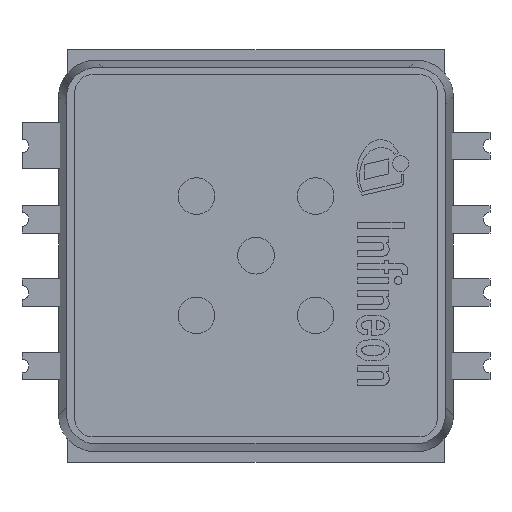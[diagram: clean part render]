
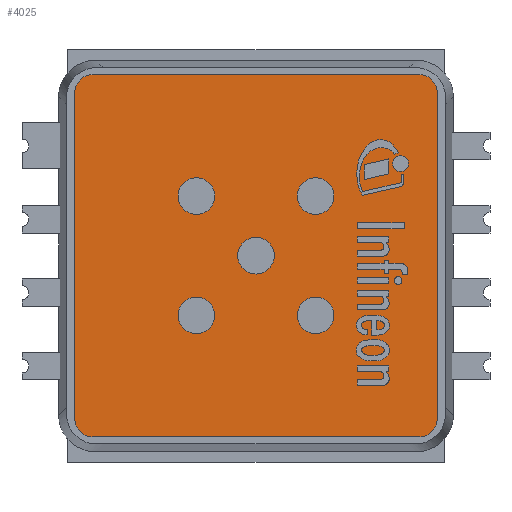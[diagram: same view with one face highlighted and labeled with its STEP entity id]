
A CAD part, top view. The second image highlights one B-rep face of the part: STEP entity #4025.
In plain terms, the highlighted planar face has unit normal (0, 0, 1).
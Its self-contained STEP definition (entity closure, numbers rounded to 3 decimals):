
#153=LINE('',#5785,#580);
#157=LINE('',#5797,#584);
#161=LINE('',#5809,#588);
#165=LINE('',#5821,#592);
#580=VECTOR('',#4679,1.);
#584=VECTOR('',#4691,1.);
#588=VECTOR('',#4703,1.);
#592=VECTOR('',#4715,1.);
#1009=PLANE('',#4334);
#1200=FACE_BOUND('',#1503,.T.);
#1201=FACE_BOUND('',#1504,.T.);
#1202=FACE_BOUND('',#1505,.T.);
#1203=FACE_BOUND('',#1506,.T.);
#1204=FACE_BOUND('',#1507,.T.);
#1239=FACE_OUTER_BOUND('',#1502,.T.);
#1502=EDGE_LOOP('',(#2858,#2859,#2860,#2861,#2862,#2863,#2864,#2865));
#1503=EDGE_LOOP('',(#2866));
#1504=EDGE_LOOP('',(#2867));
#1505=EDGE_LOOP('',(#2868));
#1506=EDGE_LOOP('',(#2869));
#1507=EDGE_LOOP('',(#2870));
#1773=CIRCLE('',#4304,0.2);
#1775=CIRCLE('',#4307,0.2);
#1777=CIRCLE('',#4310,0.2);
#1779=CIRCLE('',#4313,0.2);
#1781=CIRCLE('',#4316,0.2);
#1784=CIRCLE('',#4321,0.2);
#1786=CIRCLE('',#4325,0.2);
#1788=CIRCLE('',#4329,0.2);
#1790=CIRCLE('',#4333,0.2);
#1861=VERTEX_POINT('',#5754);
#1863=VERTEX_POINT('',#5759);
#1865=VERTEX_POINT('',#5764);
#1867=VERTEX_POINT('',#5769);
#1869=VERTEX_POINT('',#5774);
#1873=VERTEX_POINT('',#5782);
#1874=VERTEX_POINT('',#5784);
#1876=VERTEX_POINT('',#5790);
#1878=VERTEX_POINT('',#5796);
#1880=VERTEX_POINT('',#5802);
#1882=VERTEX_POINT('',#5808);
#1884=VERTEX_POINT('',#5814);
#1886=VERTEX_POINT('',#5820);
#2249=EDGE_CURVE('',#1861,#1861,#1773,.T.);
#2251=EDGE_CURVE('',#1863,#1863,#1775,.T.);
#2253=EDGE_CURVE('',#1865,#1865,#1777,.T.);
#2255=EDGE_CURVE('',#1867,#1867,#1779,.T.);
#2257=EDGE_CURVE('',#1869,#1869,#1781,.T.);
#2261=EDGE_CURVE('',#1874,#1873,#153,.T.);
#2264=EDGE_CURVE('',#1876,#1874,#1784,.T.);
#2267=EDGE_CURVE('',#1878,#1876,#157,.T.);
#2270=EDGE_CURVE('',#1880,#1878,#1786,.T.);
#2273=EDGE_CURVE('',#1882,#1880,#161,.T.);
#2276=EDGE_CURVE('',#1884,#1882,#1788,.T.);
#2279=EDGE_CURVE('',#1886,#1884,#165,.T.);
#2282=EDGE_CURVE('',#1873,#1886,#1790,.T.);
#2858=ORIENTED_EDGE('',*,*,#2282,.T.);
#2859=ORIENTED_EDGE('',*,*,#2279,.T.);
#2860=ORIENTED_EDGE('',*,*,#2276,.T.);
#2861=ORIENTED_EDGE('',*,*,#2273,.T.);
#2862=ORIENTED_EDGE('',*,*,#2270,.T.);
#2863=ORIENTED_EDGE('',*,*,#2267,.T.);
#2864=ORIENTED_EDGE('',*,*,#2264,.T.);
#2865=ORIENTED_EDGE('',*,*,#2261,.T.);
#2866=ORIENTED_EDGE('',*,*,#2249,.T.);
#2867=ORIENTED_EDGE('',*,*,#2251,.T.);
#2868=ORIENTED_EDGE('',*,*,#2253,.T.);
#2869=ORIENTED_EDGE('',*,*,#2255,.T.);
#2870=ORIENTED_EDGE('',*,*,#2257,.T.);
#4025=ADVANCED_FACE('',(#1239,#1200,#1201,#1202,#1203,#1204),#1009,.T.);
#4304=AXIS2_PLACEMENT_3D('',#5755,#4647,#4648);
#4307=AXIS2_PLACEMENT_3D('',#5760,#4653,#4654);
#4310=AXIS2_PLACEMENT_3D('',#5765,#4659,#4660);
#4313=AXIS2_PLACEMENT_3D('',#5770,#4665,#4666);
#4316=AXIS2_PLACEMENT_3D('',#5775,#4671,#4672);
#4321=AXIS2_PLACEMENT_3D('',#5791,#4685,#4686);
#4325=AXIS2_PLACEMENT_3D('',#5803,#4697,#4698);
#4329=AXIS2_PLACEMENT_3D('',#5815,#4709,#4710);
#4333=AXIS2_PLACEMENT_3D('',#5825,#4721,#4722);
#4334=AXIS2_PLACEMENT_3D('',#5826,#4723,#4724);
#4647=DIRECTION('center_axis',(0.,0.,-1.));
#4648=DIRECTION('ref_axis',(-1.,0.,0.));
#4653=DIRECTION('center_axis',(0.,0.,-1.));
#4654=DIRECTION('ref_axis',(-1.,0.,0.));
#4659=DIRECTION('center_axis',(0.,0.,-1.));
#4660=DIRECTION('ref_axis',(-1.,0.,0.));
#4665=DIRECTION('center_axis',(0.,0.,-1.));
#4666=DIRECTION('ref_axis',(-1.,0.,0.));
#4671=DIRECTION('center_axis',(0.,0.,-1.));
#4672=DIRECTION('ref_axis',(-1.,0.,0.));
#4679=DIRECTION('',(1.,0.,0.));
#4685=DIRECTION('center_axis',(0.,0.,1.));
#4686=DIRECTION('ref_axis',(-1.,0.,0.));
#4691=DIRECTION('',(0.,-1.,0.));
#4697=DIRECTION('center_axis',(0.,0.,1.));
#4698=DIRECTION('ref_axis',(0.,1.,0.));
#4703=DIRECTION('',(-1.,0.,0.));
#4709=DIRECTION('center_axis',(0.,0.,1.));
#4710=DIRECTION('ref_axis',(1.,0.,0.));
#4715=DIRECTION('',(0.,1.,0.));
#4721=DIRECTION('center_axis',(0.,0.,1.));
#4722=DIRECTION('ref_axis',(0.,-1.,0.));
#4723=DIRECTION('center_axis',(0.,0.,1.));
#4724=DIRECTION('ref_axis',(1.,0.,0.));
#5754=CARTESIAN_POINT('',(-0.45,0.65,1.85));
#5755=CARTESIAN_POINT('Origin',(-0.65,0.65,1.85));
#5759=CARTESIAN_POINT('',(0.85,0.65,1.85));
#5760=CARTESIAN_POINT('Origin',(0.65,0.65,1.85));
#5764=CARTESIAN_POINT('',(0.85,-0.65,1.85));
#5765=CARTESIAN_POINT('Origin',(0.65,-0.65,1.85));
#5769=CARTESIAN_POINT('',(0.2,0.,1.85));
#5770=CARTESIAN_POINT('Origin',(0.,0.,1.85));
#5774=CARTESIAN_POINT('',(-0.45,-0.65,1.85));
#5775=CARTESIAN_POINT('Origin',(-0.65,-0.65,1.85));
#5782=CARTESIAN_POINT('',(1.775,-1.975,1.85));
#5784=CARTESIAN_POINT('',(-1.775,-1.975,1.85));
#5785=CARTESIAN_POINT('',(-1.775,-1.975,1.85));
#5790=CARTESIAN_POINT('',(-1.975,-1.775,1.85));
#5791=CARTESIAN_POINT('Origin',(-1.775,-1.775,1.85));
#5796=CARTESIAN_POINT('',(-1.975,1.775,1.85));
#5797=CARTESIAN_POINT('',(-1.975,1.775,1.85));
#5802=CARTESIAN_POINT('',(-1.775,1.975,1.85));
#5803=CARTESIAN_POINT('Origin',(-1.775,1.775,1.85));
#5808=CARTESIAN_POINT('',(1.775,1.975,1.85));
#5809=CARTESIAN_POINT('',(1.775,1.975,1.85));
#5814=CARTESIAN_POINT('',(1.975,1.775,1.85));
#5815=CARTESIAN_POINT('Origin',(1.775,1.775,1.85));
#5820=CARTESIAN_POINT('',(1.975,-1.775,1.85));
#5821=CARTESIAN_POINT('',(1.975,-1.775,1.85));
#5825=CARTESIAN_POINT('Origin',(1.775,-1.775,1.85));
#5826=CARTESIAN_POINT('Origin',(0.,0.,
1.85));
